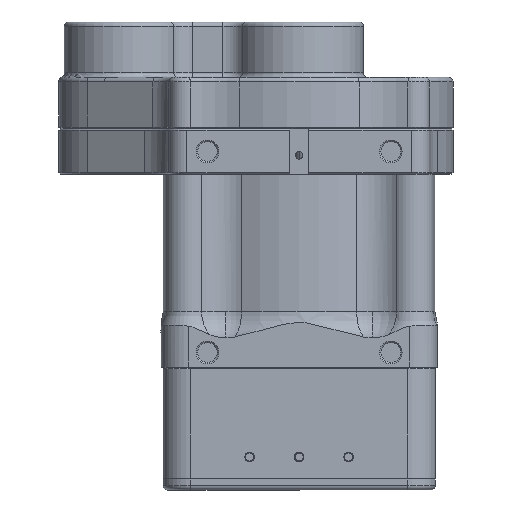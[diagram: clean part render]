
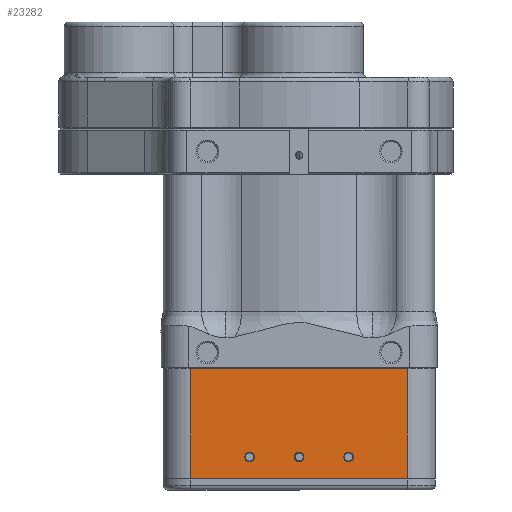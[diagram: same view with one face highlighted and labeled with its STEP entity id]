
A CAD part, left-side view. The second image highlights one B-rep face of the part: STEP entity #23282.
In plain terms, the highlighted planar face has unit normal (-1, 0, 0).
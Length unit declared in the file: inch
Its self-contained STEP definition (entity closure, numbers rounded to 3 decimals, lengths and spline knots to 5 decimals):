
#444 = DIRECTION ( 'NONE',  ( 0., 1., 0. ) ) ;
#1049 = LINE ( 'NONE', #16123, #18042 ) ;
#1203 = CARTESIAN_POINT ( 'NONE',  ( -1.855, 0., -4.475 ) ) ;
#1499 = FACE_BOUND ( 'NONE', #4475, .T. ) ;
#2425 = CIRCLE ( 'NONE', #30053, 0.065 ) ;
#2883 = VECTOR ( 'NONE', #43058, 39.37008 ) ;
#3083 = ORIENTED_EDGE ( 'NONE', *, *, #27986, .T. ) ;
#3190 = ORIENTED_EDGE ( 'NONE', *, *, #22896, .T. ) ;
#4308 = CIRCLE ( 'NONE', #38213, 0.065 ) ;
#4475 = EDGE_LOOP ( 'NONE', ( #14625, #3083 ) ) ;
#4477 = ORIENTED_EDGE ( 'NONE', *, *, #10396, .T. ) ;
#4753 = EDGE_CURVE ( 'NONE', #45442, #30910, #1049, .T. ) ;
#5312 = CARTESIAN_POINT ( 'NONE',  ( -1.855, 1.48, -3.27 ) ) ;
#5608 = VERTEX_POINT ( 'NONE', #11567 ) ;
#6014 = LINE ( 'NONE', #21076, #8408 ) ;
#6056 = EDGE_CURVE ( 'NONE', #45442, #48067, #6014, .T. ) ;
#6500 = DIRECTION ( 'NONE',  ( 0., 1., 0. ) ) ;
#6540 = CIRCLE ( 'NONE', #34145, 0.065 ) ;
#6687 = DIRECTION ( 'NONE',  ( 0., 1., 0. ) ) ;
#7976 = AXIS2_PLACEMENT_3D ( 'NONE', #46684, #12871, #27949 ) ;
#8044 = CARTESIAN_POINT ( 'NONE',  ( -1.855, -0.61, -4.475 ) ) ;
#8260 = DIRECTION ( 'NONE',  ( 1., 0., 0. ) ) ;
#8408 = VECTOR ( 'NONE', #36114, 39.37008 ) ;
#9866 = EDGE_LOOP ( 'NONE', ( #36335, #4477 ) ) ;
#10396 = EDGE_CURVE ( 'NONE', #30093, #18801, #6540, .T. ) ;
#10452 = CIRCLE ( 'NONE', #38054, 0.065 ) ;
#11567 = CARTESIAN_POINT ( 'NONE',  ( -1.855, 0.74, -4.475 ) ) ;
#11952 = CIRCLE ( 'NONE', #39528, 0.065 ) ;
#12092 = CARTESIAN_POINT ( 'NONE',  ( -1.855, -1.48, -4.765 ) ) ;
#12295 = LINE ( 'NONE', #27376, #2883 ) ;
#12871 = DIRECTION ( 'NONE',  ( 1., 0., 0. ) ) ;
#13232 = CARTESIAN_POINT ( 'NONE',  ( -1.855, 1.48, -4.765 ) ) ;
#13900 = EDGE_CURVE ( 'NONE', #30910, #32499, #12295, .T. ) ;
#14625 = ORIENTED_EDGE ( 'NONE', *, *, #41521, .T. ) ;
#15731 = VERTEX_POINT ( 'NONE', #35226 ) ;
#16123 = CARTESIAN_POINT ( 'NONE',  ( -1.855, 1.48, -3.27 ) ) ;
#16287 = DIRECTION ( 'NONE',  ( 1., 0., 0. ) ) ;
#16586 = FACE_OUTER_BOUND ( 'NONE', #46024, .T. ) ;
#17343 = CARTESIAN_POINT ( 'NONE',  ( -1.855, -0.675, -4.475 ) ) ;
#17351 = ORIENTED_EDGE ( 'NONE', *, *, #13900, .T. ) ;
#18042 = VECTOR ( 'NONE', #31186, 39.37008 ) ;
#18693 = VERTEX_POINT ( 'NONE', #47560 ) ;
#18801 = VERTEX_POINT ( 'NONE', #25608 ) ;
#19211 = CARTESIAN_POINT ( 'NONE',  ( -1.855, -0.675, -4.475 ) ) ;
#20281 = FACE_BOUND ( 'NONE', #28102, .T. ) ;
#21076 = CARTESIAN_POINT ( 'NONE',  ( -1.855, -1.48, -3.05 ) ) ;
#21112 = ORIENTED_EDGE ( 'NONE', *, *, #4753, .T. ) ;
#22176 = CARTESIAN_POINT ( 'NONE',  ( -1.855, -1.48, -3.27 ) ) ;
#22896 = EDGE_CURVE ( 'NONE', #15731, #5608, #48375, .T. ) ;
#23282 = ADVANCED_FACE ( 'NONE', ( #20281, #35336, #1499, #16586 ), #31631, .F. ) ;
#23356 = DIRECTION ( 'NONE',  ( 0., 1., 0. ) ) ;
#25280 = CARTESIAN_POINT ( 'NONE',  ( -1.855, 0.675, -4.475 ) ) ;
#25478 = CARTESIAN_POINT ( 'NONE',  ( -1.855, 0.675, -4.475 ) ) ;
#25608 = CARTESIAN_POINT ( 'NONE',  ( -1.855, -0.065, -4.475 ) ) ;
#25716 = VECTOR ( 'NONE', #27184, 39.37008 ) ;
#27119 = AXIS2_PLACEMENT_3D ( 'NONE', #25280, #40287, #6500 ) ;
#27184 = DIRECTION ( 'NONE',  ( 0., -1., 0. ) ) ;
#27376 = CARTESIAN_POINT ( 'NONE',  ( -1.855, 1.48, -3.05 ) ) ;
#27949 = DIRECTION ( 'NONE',  ( 0., 1., 0. ) ) ;
#27986 = EDGE_CURVE ( 'NONE', #28457, #18693, #2425, .T. ) ;
#28102 = EDGE_LOOP ( 'NONE', ( #3190, #47726 ) ) ;
#28457 = VERTEX_POINT ( 'NONE', #8044 ) ;
#30036 = CARTESIAN_POINT ( 'NONE',  ( -1.855, -1.48, -4.765 ) ) ;
#30053 = AXIS2_PLACEMENT_3D ( 'NONE', #19211, #34287, #444 ) ;
#30093 = VERTEX_POINT ( 'NONE', #42288 ) ;
#30910 = VERTEX_POINT ( 'NONE', #5312 ) ;
#31186 = DIRECTION ( 'NONE',  ( 0., 1., 0. ) ) ;
#31335 = DIRECTION ( 'NONE',  ( 0., 1., 0. ) ) ;
#31631 = PLANE ( 'NONE',  #7976 ) ;
#32404 = DIRECTION ( 'NONE',  ( 1., 0., 0. ) ) ;
#32499 = VERTEX_POINT ( 'NONE', #13232 ) ;
#34145 = AXIS2_PLACEMENT_3D ( 'NONE', #1203, #16287, #31335 ) ;
#34287 = DIRECTION ( 'NONE',  ( 1., 0., 0. ) ) ;
#35226 = CARTESIAN_POINT ( 'NONE',  ( -1.855, 0.61, -4.475 ) ) ;
#35336 = FACE_BOUND ( 'NONE', #9866, .T. ) ;
#36114 = DIRECTION ( 'NONE',  ( 0., 0., -1. ) ) ;
#36335 = ORIENTED_EDGE ( 'NONE', *, *, #37280, .T. ) ;
#37280 = EDGE_CURVE ( 'NONE', #18801, #30093, #10452, .T. ) ;
#37934 = EDGE_CURVE ( 'NONE', #5608, #15731, #11952, .T. ) ;
#38054 = AXIS2_PLACEMENT_3D ( 'NONE', #42066, #8260, #23356 ) ;
#38213 = AXIS2_PLACEMENT_3D ( 'NONE', #17343, #32404, #47457 ) ;
#38515 = ORIENTED_EDGE ( 'NONE', *, *, #46618, .T. ) ;
#39528 = AXIS2_PLACEMENT_3D ( 'NONE', #25478, #40474, #6687 ) ;
#40287 = DIRECTION ( 'NONE',  ( 1., 0., 0. ) ) ;
#40474 = DIRECTION ( 'NONE',  ( 1., 0., 0. ) ) ;
#41521 = EDGE_CURVE ( 'NONE', #18693, #28457, #4308, .T. ) ;
#42066 = CARTESIAN_POINT ( 'NONE',  ( -1.855, 0., -4.475 ) ) ;
#42288 = CARTESIAN_POINT ( 'NONE',  ( -1.855, 0.065, -4.475 ) ) ;
#43058 = DIRECTION ( 'NONE',  ( 0., 0., -1. ) ) ;
#45442 = VERTEX_POINT ( 'NONE', #22176 ) ;
#45814 = ORIENTED_EDGE ( 'NONE', *, *, #6056, .F. ) ;
#45892 = LINE ( 'NONE', #12092, #25716 ) ;
#46024 = EDGE_LOOP ( 'NONE', ( #17351, #38515, #45814, #21112 ) ) ;
#46618 = EDGE_CURVE ( 'NONE', #32499, #48067, #45892, .T. ) ;
#46684 = CARTESIAN_POINT ( 'NONE',  ( -1.855, -1.48, -3.05 ) ) ;
#47457 = DIRECTION ( 'NONE',  ( 0., 1., 0. ) ) ;
#47560 = CARTESIAN_POINT ( 'NONE',  ( -1.855, -0.74, -4.475 ) ) ;
#47726 = ORIENTED_EDGE ( 'NONE', *, *, #37934, .T. ) ;
#48067 = VERTEX_POINT ( 'NONE', #30036 ) ;
#48375 = CIRCLE ( 'NONE', #27119, 0.065 ) ;
